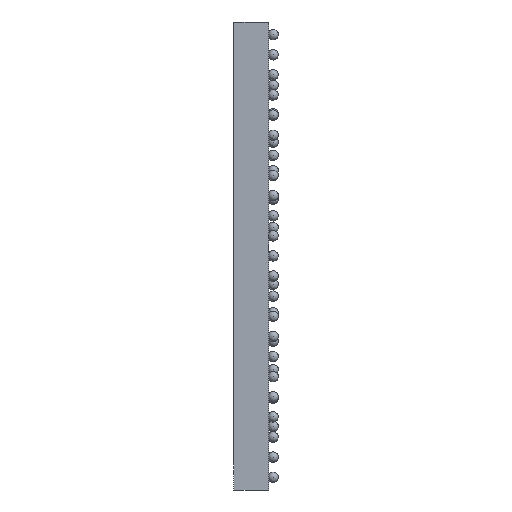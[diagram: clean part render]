
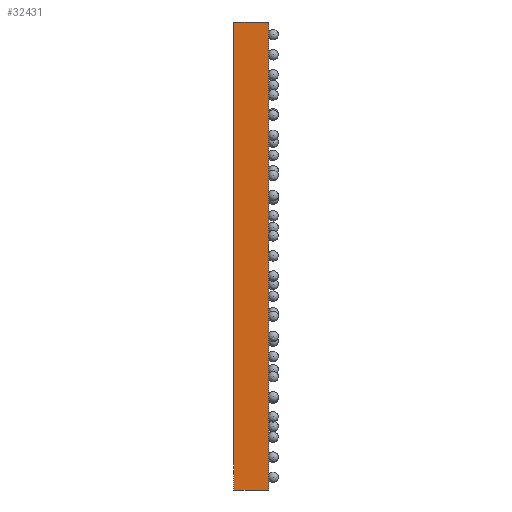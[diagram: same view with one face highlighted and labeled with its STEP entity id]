
A CAD part, left-side view. The second image highlights one B-rep face of the part: STEP entity #32431.
In plain terms, the highlighted planar face has unit normal (-1, 0, 0).
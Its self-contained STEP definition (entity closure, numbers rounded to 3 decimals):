
#652 = CARTESIAN_POINT ( 'NONE',  ( -5.35, 0.8, -5.35 ) ) ;
#812 = DIRECTION ( 'NONE',  ( 1., 0., 0. ) ) ;
#1111 = CARTESIAN_POINT ( 'NONE',  ( -5.35, 0., 5.35 ) ) ;
#2137 = AXIS2_PLACEMENT_3D ( 'NONE', #652, #812, #16657 ) ;
#2236 = LINE ( 'NONE', #4326, #25035 ) ;
#4326 = CARTESIAN_POINT ( 'NONE',  ( -5.35, 0.8, -5.35 ) ) ;
#5356 = DIRECTION ( 'NONE',  ( 0., -1., 0. ) ) ;
#5400 = VECTOR ( 'NONE', #30917, 1000. ) ;
#5789 = LINE ( 'NONE', #10993, #15319 ) ;
#9351 = VERTEX_POINT ( 'NONE', #33319 ) ;
#9908 = VERTEX_POINT ( 'NONE', #12866 ) ;
#10608 = EDGE_CURVE ( 'NONE', #9908, #20911, #5789, .T. ) ;
#10993 = CARTESIAN_POINT ( 'NONE',  ( -5.35, 0., -5.35 ) ) ;
#11776 = VERTEX_POINT ( 'NONE', #27843 ) ;
#12813 = LINE ( 'NONE', #29366, #24985 ) ;
#12866 = CARTESIAN_POINT ( 'NONE',  ( -5.35, 0., -5.35 ) ) ;
#13515 = ORIENTED_EDGE ( 'NONE', *, *, #14620, .F. ) ;
#14620 = EDGE_CURVE ( 'NONE', #9351, #20911, #22410, .T. ) ;
#14665 = ORIENTED_EDGE ( 'NONE', *, *, #10608, .T. ) ;
#15067 = EDGE_LOOP ( 'NONE', ( #14665, #13515, #20660, #19242 ) ) ;
#15319 = VECTOR ( 'NONE', #32341, 1000. ) ;
#16657 = DIRECTION ( 'NONE',  ( 0., 0., -1. ) ) ;
#18579 = FACE_OUTER_BOUND ( 'NONE', #15067, .T. ) ;
#19242 = ORIENTED_EDGE ( 'NONE', *, *, #25097, .T. ) ;
#20160 = CARTESIAN_POINT ( 'NONE',  ( -5.35, 0.8, 5.35 ) ) ;
#20660 = ORIENTED_EDGE ( 'NONE', *, *, #25629, .F. ) ;
#20911 = VERTEX_POINT ( 'NONE', #1111 ) ;
#21670 = PLANE ( 'NONE',  #2137 ) ;
#22410 = LINE ( 'NONE', #20160, #5400 ) ;
#24985 = VECTOR ( 'NONE', #5356, 1000. ) ;
#25035 = VECTOR ( 'NONE', #33494, 1000. ) ;
#25097 = EDGE_CURVE ( 'NONE', #11776, #9908, #12813, .T. ) ;
#25629 = EDGE_CURVE ( 'NONE', #11776, #9351, #2236, .T. ) ;
#27843 = CARTESIAN_POINT ( 'NONE',  ( -5.35, 0.8, -5.35 ) ) ;
#29366 = CARTESIAN_POINT ( 'NONE',  ( -5.35, 0.8, -5.35 ) ) ;
#30917 = DIRECTION ( 'NONE',  ( 0., -1., 0. ) ) ;
#32341 = DIRECTION ( 'NONE',  ( 0., 0., 1. ) ) ;
#32431 = ADVANCED_FACE ( 'NONE', ( #18579 ), #21670, .F. ) ;
#33319 = CARTESIAN_POINT ( 'NONE',  ( -5.35, 0.8, 5.35 ) ) ;
#33494 = DIRECTION ( 'NONE',  ( 0., 0., 1. ) ) ;
